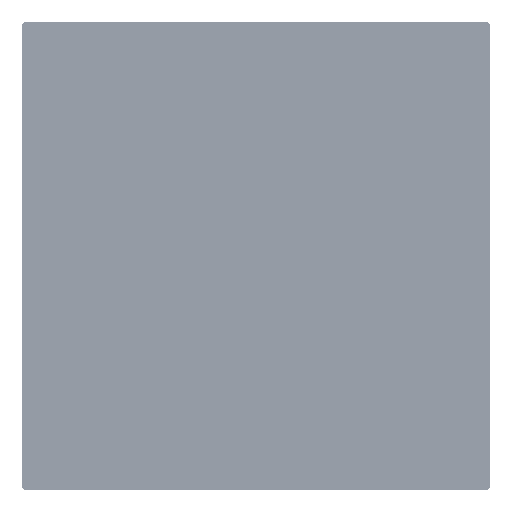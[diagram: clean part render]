
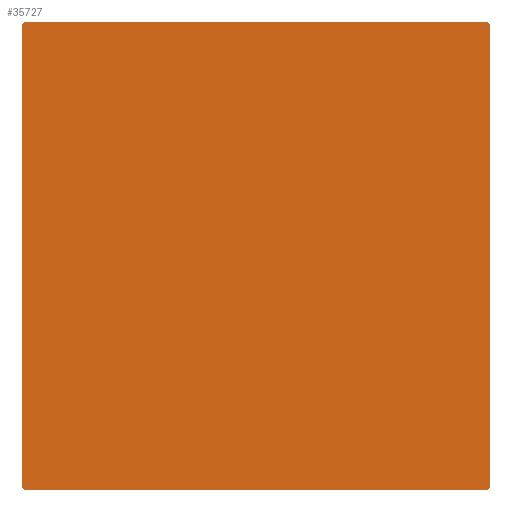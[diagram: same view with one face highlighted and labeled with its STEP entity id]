
A CAD part, top view. The second image highlights one B-rep face of the part: STEP entity #35727.
In plain terms, the highlighted planar face has unit normal (0, 0, 1).
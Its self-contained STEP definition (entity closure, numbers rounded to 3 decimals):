
#3322 = CARTESIAN_POINT ( 'NONE',  ( -785.367, -591.031, -300.001 ) ) ;
#5149 = DIRECTION ( 'NONE',  ( 0., 1., 0. ) ) ;
#5826 = CARTESIAN_POINT ( 'NONE',  ( -785.367, 597.969, -300.001 ) ) ;
#14053 = DIRECTION ( 'NONE',  ( 0., 0., 1. ) ) ;
#15500 = DIRECTION ( 'NONE',  ( 0., -1., 0. ) ) ;
#16423 = DIRECTION ( 'NONE',  ( 0., 0., 1. ) ) ;
#17477 = EDGE_CURVE ( 'NONE', #108887, #157338, #42813, .T. ) ;
#22987 = LINE ( 'NONE', #35970, #90531 ) ;
#23932 = ORIENTED_EDGE ( 'NONE', *, *, #124543, .T. ) ;
#24033 = ORIENTED_EDGE ( 'NONE', *, *, #65535, .T. ) ;
#25318 = CARTESIAN_POINT ( 'NONE',  ( -796.367, 897.969, -300.001 ) ) ;
#25341 = CARTESIAN_POINT ( 'NONE',  ( 392.633, 597.969, -300.001 ) ) ;
#25345 = CARTESIAN_POINT ( 'NONE',  ( 403.633, 597.969, -300.001 ) ) ;
#34469 = EDGE_LOOP ( 'NONE', ( #23932, #88409, #60790, #115818, #24033, #147999, #127579, #92448 ) ) ;
#35727 = ADVANCED_FACE ( 'NONE', ( #109774 ), #83843, .T. ) ;
#35970 = CARTESIAN_POINT ( 'NONE',  ( 192.633, 608.969, -300.001 ) ) ;
#36921 = CARTESIAN_POINT ( 'NONE',  ( 392.633, -580.031, -300.001 ) ) ;
#38946 = EDGE_CURVE ( 'NONE', #157338, #69044, #143444, .T. ) ;
#42795 = AXIS2_PLACEMENT_3D ( 'NONE', #36921, #88005, #156282 ) ;
#42813 = CIRCLE ( 'NONE', #142183, 11. ) ;
#43168 = DIRECTION ( 'NONE',  ( 0., 1., 0. ) ) ;
#43908 = CIRCLE ( 'NONE', #76982, 11. ) ;
#44040 = LINE ( 'NONE', #133139, #63164 ) ;
#49034 = DIRECTION ( 'NONE',  ( 0., 1., 0. ) ) ;
#50083 = CARTESIAN_POINT ( 'NONE',  ( 192.633, -591.031, -300.001 ) ) ;
#51160 = VERTEX_POINT ( 'NONE', #117622 ) ;
#53461 = AXIS2_PLACEMENT_3D ( 'NONE', #5826, #73290, #49034 ) ;
#56405 = VECTOR ( 'NONE', #127904, 1000. ) ;
#60790 = ORIENTED_EDGE ( 'NONE', *, *, #38946, .T. ) ;
#62065 = CIRCLE ( 'NONE', #42795, 11. ) ;
#63164 = VECTOR ( 'NONE', #43168, 1000. ) ;
#63678 = CARTESIAN_POINT ( 'NONE',  ( 403.633, -580.031, -300.001 ) ) ;
#65535 = EDGE_CURVE ( 'NONE', #113898, #96836, #44040, .T. ) ;
#67298 = CIRCLE ( 'NONE', #53461, 11. ) ;
#67859 = VERTEX_POINT ( 'NONE', #123394 ) ;
#68549 = DIRECTION ( 'NONE',  ( 0., -1., 0. ) ) ;
#69044 = VERTEX_POINT ( 'NONE', #121081 ) ;
#73290 = DIRECTION ( 'NONE',  ( 0., 0., 1. ) ) ;
#76982 = AXIS2_PLACEMENT_3D ( 'NONE', #25341, #14053, #79817 ) ;
#79817 = DIRECTION ( 'NONE',  ( 0., 1., 0. ) ) ;
#82300 = VERTEX_POINT ( 'NONE', #92878 ) ;
#83843 = PLANE ( 'NONE',  #94447 ) ;
#88005 = DIRECTION ( 'NONE',  ( 0., 0., 1. ) ) ;
#88409 = ORIENTED_EDGE ( 'NONE', *, *, #17477, .T. ) ;
#88986 = EDGE_CURVE ( 'NONE', #67859, #82300, #67298, .T. ) ;
#90531 = VECTOR ( 'NONE', #142338, 1000. ) ;
#92448 = ORIENTED_EDGE ( 'NONE', *, *, #88986, .T. ) ;
#92878 = CARTESIAN_POINT ( 'NONE',  ( -796.367, 597.969, -300.001 ) ) ;
#94447 = AXIS2_PLACEMENT_3D ( 'NONE', #147858, #123570, #15500 ) ;
#96836 = VERTEX_POINT ( 'NONE', #25345 ) ;
#108887 = VERTEX_POINT ( 'NONE', #112725 ) ;
#109774 = FACE_OUTER_BOUND ( 'NONE', #34469, .T. ) ;
#112725 = CARTESIAN_POINT ( 'NONE',  ( -796.367, -580.031, -300.001 ) ) ;
#113898 = VERTEX_POINT ( 'NONE', #63678 ) ;
#115818 = ORIENTED_EDGE ( 'NONE', *, *, #134197, .T. ) ;
#117622 = CARTESIAN_POINT ( 'NONE',  ( 392.633, 608.969, -300.001 ) ) ;
#121081 = CARTESIAN_POINT ( 'NONE',  ( 392.633, -591.031, -300.001 ) ) ;
#122813 = VECTOR ( 'NONE', #68549, 1000. ) ;
#123394 = CARTESIAN_POINT ( 'NONE',  ( -785.367, 608.969, -300.001 ) ) ;
#123570 = DIRECTION ( 'NONE',  ( 0., 0., 1. ) ) ;
#124543 = EDGE_CURVE ( 'NONE', #82300, #108887, #146398, .T. ) ;
#127579 = ORIENTED_EDGE ( 'NONE', *, *, #144671, .T. ) ;
#127904 = DIRECTION ( 'NONE',  ( 1., 0., 0. ) ) ;
#133139 = CARTESIAN_POINT ( 'NONE',  ( 403.633, 897.969, -300.001 ) ) ;
#134197 = EDGE_CURVE ( 'NONE', #69044, #113898, #62065, .T. ) ;
#142183 = AXIS2_PLACEMENT_3D ( 'NONE', #160895, #16423, #5149 ) ;
#142338 = DIRECTION ( 'NONE',  ( -1., 0., 0. ) ) ;
#143444 = LINE ( 'NONE', #50083, #56405 ) ;
#144671 = EDGE_CURVE ( 'NONE', #51160, #67859, #22987, .T. ) ;
#145246 = EDGE_CURVE ( 'NONE', #96836, #51160, #43908, .T. ) ;
#146398 = LINE ( 'NONE', #25318, #122813 ) ;
#147858 = CARTESIAN_POINT ( 'NONE',  ( 192.633, 897.969, -300.001 ) ) ;
#147999 = ORIENTED_EDGE ( 'NONE', *, *, #145246, .T. ) ;
#156282 = DIRECTION ( 'NONE',  ( 0., 1., 0. ) ) ;
#157338 = VERTEX_POINT ( 'NONE', #3322 ) ;
#160895 = CARTESIAN_POINT ( 'NONE',  ( -785.367, -580.031, -300.001 ) ) ;
